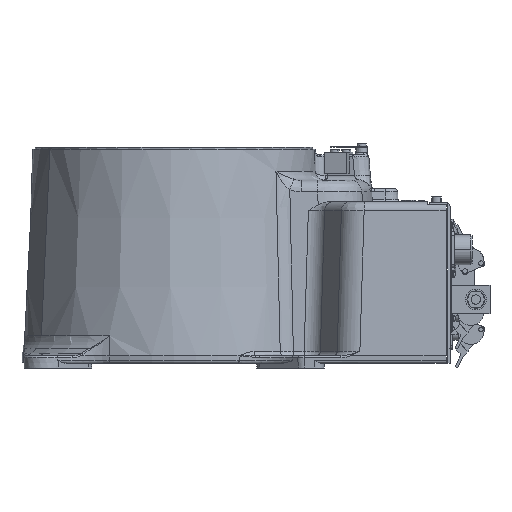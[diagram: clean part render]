
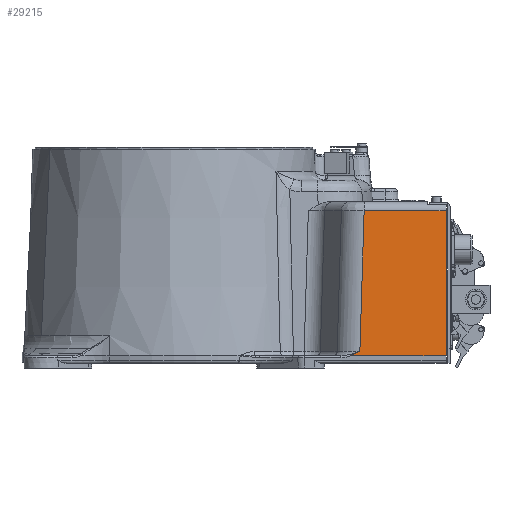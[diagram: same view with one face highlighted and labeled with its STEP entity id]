
A CAD part, left-side view. The second image highlights one B-rep face of the part: STEP entity #29215.
In plain terms, the highlighted planar face has unit normal (-0.999, 0, 0.052).
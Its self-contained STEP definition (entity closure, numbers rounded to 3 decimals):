
#188 = CARTESIAN_POINT ( 'NONE',  ( -164.752, -198.152, 17.738 ) ) ;
#387 = CARTESIAN_POINT ( 'NONE',  ( -164.867, -193.815, 15.539 ) ) ;
#816 = B_SPLINE_CURVE_WITH_KNOTS ( 'NONE', 5,
 ( #188, #40370, #12239, #12644, #3853, #25085, #18956, #34051, #3036, #6517, #387, #22215, #24679, #31390, #9181 ),
 .UNSPECIFIED., .F., .F.,
 ( 6, 3, 3, 3, 6 ),
 ( 0., 0.036, 1.848, 7.399, 19.473 ),
 .UNSPECIFIED. ) ;
#1022 = EDGE_CURVE ( 'NONE', #26257, #27868, #9363, .T. ) ;
#1284 = VERTEX_POINT ( 'NONE', #29324 ) ;
#1904 = VECTOR ( 'NONE', #39287, 1000. ) ;
#2081 = PLANE ( 'NONE',  #24614 ) ;
#2247 = VECTOR ( 'NONE', #11782, 1000. ) ;
#2275 = FACE_OUTER_BOUND ( 'NONE', #23484, .T. ) ;
#2755 = CARTESIAN_POINT ( 'NONE',  ( -164.995, -188.103, 13.093 ) ) ;
#2953 = CARTESIAN_POINT ( 'NONE',  ( -164.999, -188.272, 13.01 ) ) ;
#3036 = CARTESIAN_POINT ( 'NONE',  ( -164.806, -196.136, 16.701 ) ) ;
#3853 = CARTESIAN_POINT ( 'NONE',  ( -164.757, -197.959, 17.638 ) ) ;
#4626 = CARTESIAN_POINT ( 'NONE',  ( -156.902, -202.685, 167.523 ) ) ;
#5140 = DIRECTION ( 'NONE',  ( 0.999, 0., -0.052 ) ) ;
#5251 = LINE ( 'NONE', #5448, #2247 ) ;
#5448 = CARTESIAN_POINT ( 'NONE',  ( -160.951, -290., 90.262 ) ) ;
#6094 = DIRECTION ( 'NONE',  ( 0.052, -0.03, 0.998 ) ) ;
#6140 = VERTEX_POINT ( 'NONE', #8268 ) ;
#6227 = CARTESIAN_POINT ( 'NONE',  ( -165., -188.446, 13. ) ) ;
#6407 = VERTEX_POINT ( 'NONE', #24316 ) ;
#6517 = CARTESIAN_POINT ( 'NONE',  ( -164.821, -195.582, 16.421 ) ) ;
#7394 = VECTOR ( 'NONE', #6094, 1000. ) ;
#7867 = ORIENTED_EDGE ( 'NONE', *, *, #20411, .T. ) ;
#8268 = CARTESIAN_POINT ( 'NONE',  ( -156.902, -290., 167.523 ) ) ;
#8893 = CARTESIAN_POINT ( 'NONE',  ( -165., -188.372, 13.001 ) ) ;
#9181 = CARTESIAN_POINT ( 'NONE',  ( -164.995, -188.103, 13.093 ) ) ;
#9363 = LINE ( 'NONE', #21590, #7394 ) ;
#9800 = B_SPLINE_CURVE_WITH_KNOTS ( 'NONE', 5,
 ( #6227, #33368, #24589, #8893, #18266, #2953, #30696, #30300, #21323, #18062, #11953, #40085, #40290, #27448, #2755 ),
 .UNSPECIFIED., .F., .F.,
 ( 6, 3, 3, 3, 6 ),
 ( 0., 0.24, 0.48, 0.637, 0.679 ),
 .UNSPECIFIED. ) ;
#9921 = VECTOR ( 'NONE', #29622, 1000. ) ;
#11782 = DIRECTION ( 'NONE',  ( -0.052, 0., -0.999 ) ) ;
#11953 = CARTESIAN_POINT ( 'NONE',  ( -164.997, -188.126, 13.057 ) ) ;
#12239 = CARTESIAN_POINT ( 'NONE',  ( -164.752, -198.145, 17.735 ) ) ;
#12644 = CARTESIAN_POINT ( 'NONE',  ( -164.752, -198.142, 17.733 ) ) ;
#14000 = CARTESIAN_POINT ( 'NONE',  ( -156.902, -216.771, 167.523 ) ) ;
#17182 = LINE ( 'NONE', #39024, #9921 ) ;
#17580 = DIRECTION ( 'NONE',  ( 0., -1., 0. ) ) ;
#17974 = VERTEX_POINT ( 'NONE', #34201 ) ;
#18062 = CARTESIAN_POINT ( 'NONE',  ( -164.998, -188.147, 13.045 ) ) ;
#18266 = CARTESIAN_POINT ( 'NONE',  ( -165., -188.322, 13.004 ) ) ;
#18956 = CARTESIAN_POINT ( 'NONE',  ( -164.767, -197.596, 17.451 ) ) ;
#19644 = EDGE_CURVE ( 'NONE', #6140, #6407, #5251, .T. ) ;
#20411 = EDGE_CURVE ( 'NONE', #26257, #17974, #816, .T. ) ;
#21051 = ORIENTED_EDGE ( 'NONE', *, *, #19644, .F. ) ;
#21323 = CARTESIAN_POINT ( 'NONE',  ( -164.998, -188.164, 13.037 ) ) ;
#21590 = CARTESIAN_POINT ( 'NONE',  ( -160.703, -200.49, 95. ) ) ;
#22215 = CARTESIAN_POINT ( 'NONE',  ( -164.912, -192.009, 14.686 ) ) ;
#22597 = CARTESIAN_POINT ( 'NONE',  ( -164.752, -198.152, 17.738 ) ) ;
#23484 = EDGE_LOOP ( 'NONE', ( #7867, #39843, #29148, #21051, #24326, #34762 ) ) ;
#24316 = CARTESIAN_POINT ( 'NONE',  ( -165., -290., 13. ) ) ;
#24326 = ORIENTED_EDGE ( 'NONE', *, *, #32458, .F. ) ;
#24589 = CARTESIAN_POINT ( 'NONE',  ( -165., -188.397, 13. ) ) ;
#24614 = AXIS2_PLACEMENT_3D ( 'NONE', #33280, #5140, #17580 ) ;
#24679 = CARTESIAN_POINT ( 'NONE',  ( -164.941, -190.745, 14.121 ) ) ;
#25085 = CARTESIAN_POINT ( 'NONE',  ( -164.762, -197.776, 17.544 ) ) ;
#26257 = VERTEX_POINT ( 'NONE', #22597 ) ;
#26844 = LINE ( 'NONE', #14000, #1904 ) ;
#26948 = EDGE_CURVE ( 'NONE', #6407, #1284, #17182, .T. ) ;
#27448 = CARTESIAN_POINT ( 'NONE',  ( -164.995, -188.105, 13.088 ) ) ;
#27868 = VERTEX_POINT ( 'NONE', #4626 ) ;
#29148 = ORIENTED_EDGE ( 'NONE', *, *, #26948, .F. ) ;
#29215 = ADVANCED_FACE ( 'NONE', ( #2275 ), #2081, .F. ) ;
#29324 = CARTESIAN_POINT ( 'NONE',  ( -165., -188.446, 13. ) ) ;
#29622 = DIRECTION ( 'NONE',  ( 0., 1., 0. ) ) ;
#30300 = CARTESIAN_POINT ( 'NONE',  ( -164.999, -188.205, 13.022 ) ) ;
#30696 = CARTESIAN_POINT ( 'NONE',  ( -164.999, -188.247, 13.013 ) ) ;
#31390 = CARTESIAN_POINT ( 'NONE',  ( -164.969, -189.446, 13.586 ) ) ;
#32458 = EDGE_CURVE ( 'NONE', #27868, #6140, #26844, .T. ) ;
#33280 = CARTESIAN_POINT ( 'NONE',  ( -165., -190., 13. ) ) ;
#33368 = CARTESIAN_POINT ( 'NONE',  ( -165., -188.421, 13. ) ) ;
#34051 = CARTESIAN_POINT ( 'NONE',  ( -164.786, -196.867, 17.075 ) ) ;
#34201 = CARTESIAN_POINT ( 'NONE',  ( -164.995, -188.103, 13.093 ) ) ;
#34762 = ORIENTED_EDGE ( 'NONE', *, *, #1022, .F. ) ;
#35830 = EDGE_CURVE ( 'NONE', #1284, #17974, #9800, .T. ) ;
#39024 = CARTESIAN_POINT ( 'NONE',  ( -165., -190., 13. ) ) ;
#39287 = DIRECTION ( 'NONE',  ( 0., -1., 0. ) ) ;
#39843 = ORIENTED_EDGE ( 'NONE', *, *, #35830, .F. ) ;
#40085 = CARTESIAN_POINT ( 'NONE',  ( -164.996, -188.111, 13.078 ) ) ;
#40290 = CARTESIAN_POINT ( 'NONE',  ( -164.996, -188.107, 13.083 ) ) ;
#40370 = CARTESIAN_POINT ( 'NONE',  ( -164.752, -198.149, 17.736 ) ) ;
